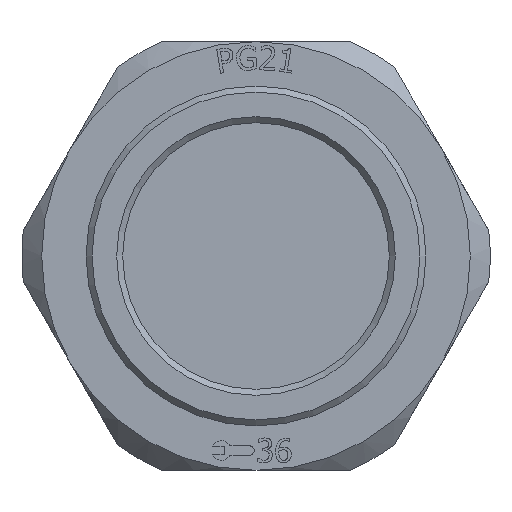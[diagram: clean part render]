
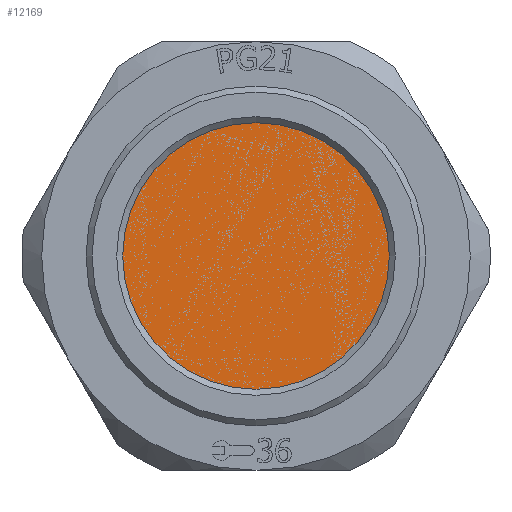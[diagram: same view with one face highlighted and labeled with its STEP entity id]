
A CAD part, front view. The second image highlights one B-rep face of the part: STEP entity #12169.
In plain terms, the highlighted planar face has unit normal (0, -1, 0).
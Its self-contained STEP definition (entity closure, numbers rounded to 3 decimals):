
#3870=FACE_OUTER_BOUND('',#4465,.T.);
#4465=EDGE_LOOP('',(#11445));
#4764=CIRCLE('',#12902,14.15);
#6035=VERTEX_POINT('',#26197);
#7839=EDGE_CURVE('',#6035,#6035,#4764,.T.);
#11445=ORIENTED_EDGE('',*,*,#7839,.T.);
#11603=PLANE('',#12901);
#12169=ADVANCED_FACE('',(#3870),#11603,.T.);
#12901=AXIS2_PLACEMENT_3D('',#26196,#15085,#15086);
#12902=AXIS2_PLACEMENT_3D('',#26198,#15087,#15088);
#15085=DIRECTION('center_axis',(0.,-1.,0.));
#15086=DIRECTION('ref_axis',(0.,0.,-1.));
#15087=DIRECTION('center_axis',(0.,-1.,0.));
#15088=DIRECTION('ref_axis',(0.,0.,1.));
#26196=CARTESIAN_POINT('Origin',(-8.777,-9.598,0.));
#26197=CARTESIAN_POINT('',(-8.777,-9.598,-14.15));
#26198=CARTESIAN_POINT('Origin',(-8.777,-9.598,0.));
